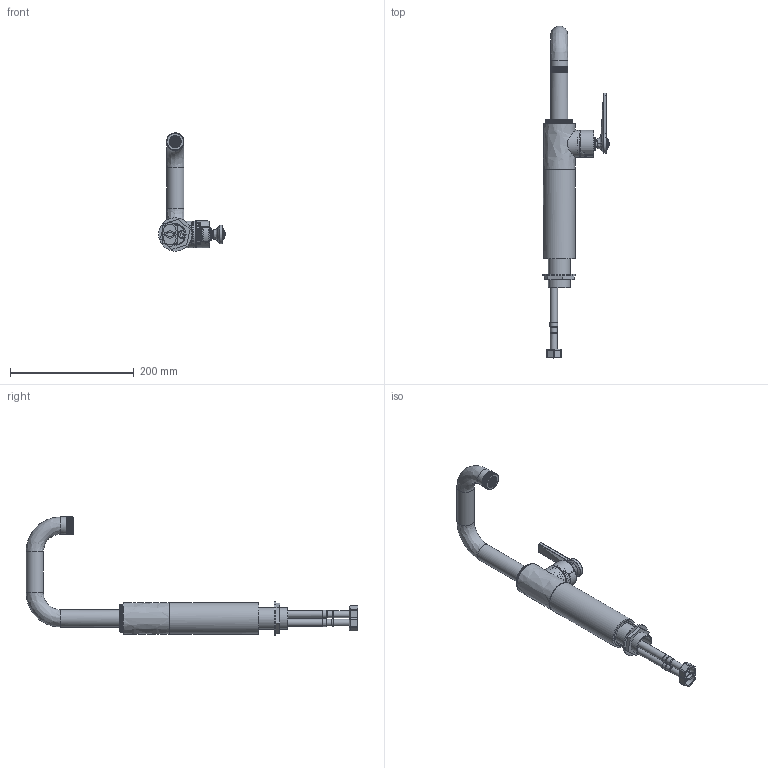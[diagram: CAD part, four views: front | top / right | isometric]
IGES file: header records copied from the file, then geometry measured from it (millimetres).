
Global section: file name: V7K31-RH-LK; native system: Autodesk Inventor 2018; preprocessor: unknown; author: adaniels; date: 20171129.090400; units: millimetre
Bounding box: 108.1 x 536.33 x 190.9 mm (x, y, z)
Volume: 497655.5 mm3; surface area: 246378.9 mm2
Topology: 40 solids, 40 shells, 8666 faces, 19420 edges, 10921 vertices
Faces by surface type: bspline 8666
